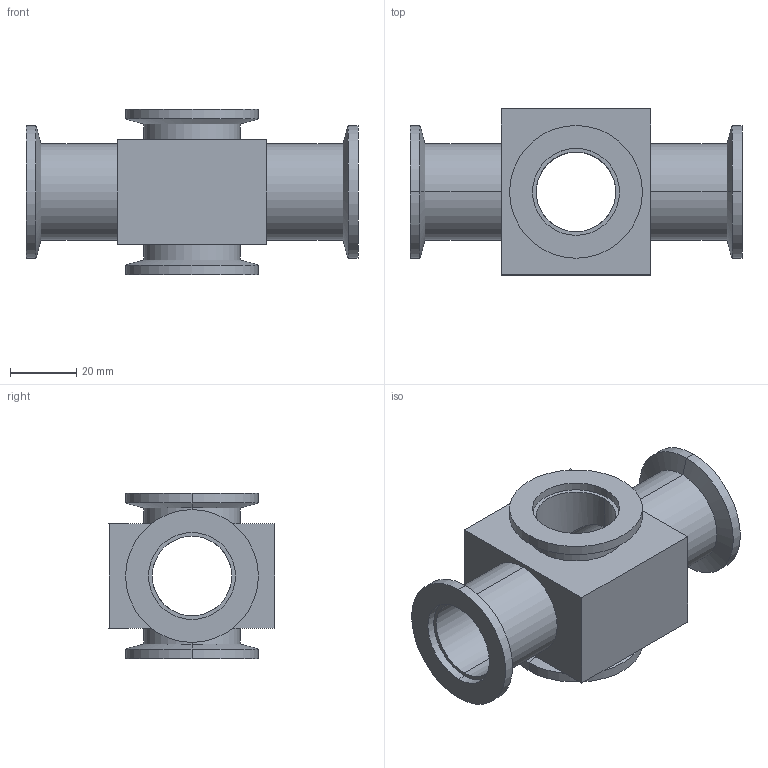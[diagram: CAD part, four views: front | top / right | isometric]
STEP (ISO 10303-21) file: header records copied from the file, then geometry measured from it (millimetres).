
FILE_DESCRIPTION (( 'STEP AP214' ), '1' );
FILE_NAME ('110RKS025-V.stp', '2014-02-06T10:05:40', ( '' ), ( '' ), 'SwSTEP 2.0', 'SolidWorks 2013', '' );
FILE_SCHEMA (( 'AUTOMOTIVE_DESIGN' ));
Length unit declared in the file: millimetre
Products named in the file (1): 110RKS025-V
Bounding box: 100 x 50 x 50 mm (x, y, z)
Volume: 68730.5 mm3; surface area: 29177.3 mm2
Topology: 1 solids, 1 shells, 54 faces, 116 edges, 70 vertices
Faces by surface type: cylinder 32, plane 14, cone 8
Entity records: 2100 total; most frequent: DIRECTION 274, CARTESIAN_POINT 265, ORIENTED_EDGE 232, EDGE_CURVE 116, AXIS2_PLACEMENT_3D 111, VERTEX_POINT 70, EDGE_LOOP 66, UNCERTAINTY_MEASURE_WITH_UNIT 57
